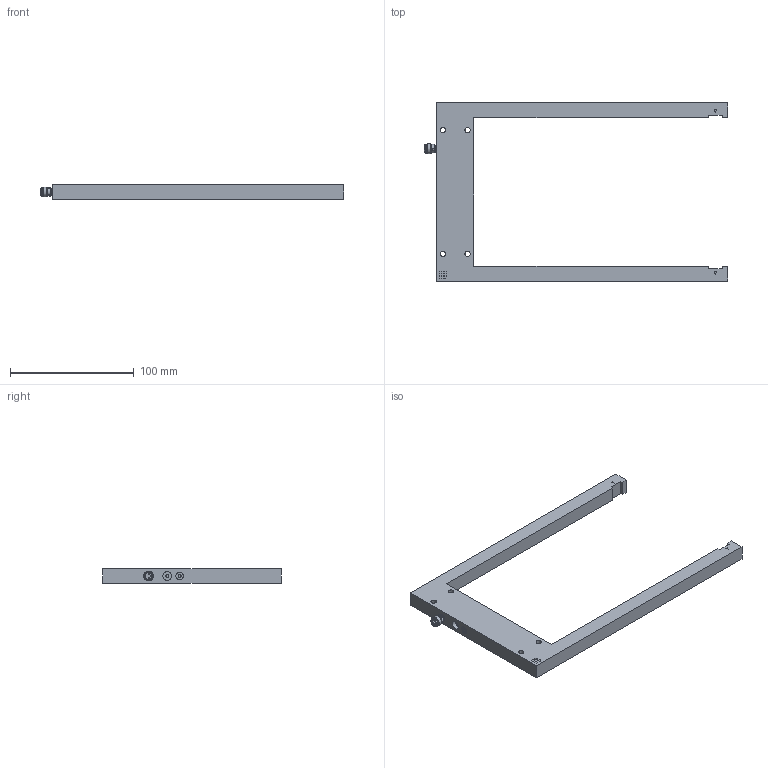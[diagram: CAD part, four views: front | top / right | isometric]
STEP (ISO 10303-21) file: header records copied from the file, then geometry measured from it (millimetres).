
FILE_DESCRIPTION (( 'STEP AP214' ), '1' );
FILE_NAME ('OGU121205G3-T3.STEP', '2024-03-20T10:32:31', ( '' ), ( '' ), 'SwSTEP 2.0', 'SolidWorks 2023', '' );
FILE_SCHEMA (( 'AUTOMOTIVE_DESIGN' ));
Length unit declared in the file: inch
Products named in the file (1): OGU121205G3-T3
Bounding box: 245 x 144 x 12 mm (x, y, z)
Volume: 109762.8 mm3; surface area: 33597.3 mm2
Topology: 1 solids, 2 shells, 183 faces, 417 edges, 274 vertices
Faces by surface type: plane 137, cylinder 41, cone 5
Full cylindrical faces by diameter (mm): 1 x3, 2 x2, 2.5 x2, 4.3 x4, 5.7 x1, 5.8 x3, 6 x1, 6.4 x1, 6.6 x2, 6.9 x1, 7 x1, 7.2 x1, 8 x1
Entity records: 5503 total; most frequent: CARTESIAN_POINT 1517, DIRECTION 762, ORIENTED_EDGE 762, EDGE_CURVE 381, VECTOR 288, LINE 288, VERTEX_POINT 266, EDGE_LOOP 255
